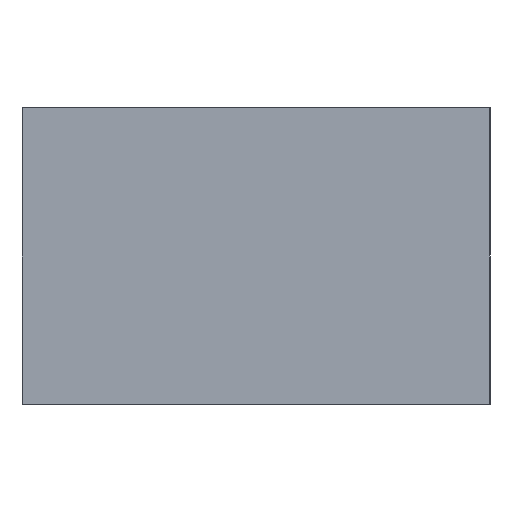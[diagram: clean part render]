
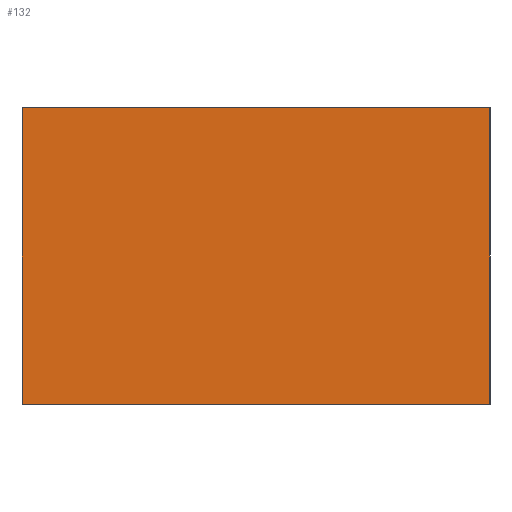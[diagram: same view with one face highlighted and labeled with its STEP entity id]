
A CAD part, left-side view. The second image highlights one B-rep face of the part: STEP entity #132.
In plain terms, the highlighted planar face has unit normal (-1, 0, 0).
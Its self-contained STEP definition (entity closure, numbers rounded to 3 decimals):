
#12 = VERTEX_POINT ( 'NONE', #202 ) ;
#16 = EDGE_CURVE ( 'NONE', #12, #278, #89, .T. ) ;
#34 = DIRECTION ( 'NONE',  ( 0., 0., -1. ) ) ;
#42 = VECTOR ( 'NONE', #212, 1000. ) ;
#70 = LINE ( 'NONE', #295, #42 ) ;
#89 = LINE ( 'NONE', #246, #126 ) ;
#111 = CARTESIAN_POINT ( 'NONE',  ( -20., 0., 4.5 ) ) ;
#118 = VERTEX_POINT ( 'NONE', #140 ) ;
#120 = EDGE_CURVE ( 'NONE', #118, #413, #70, .T. ) ;
#126 = VECTOR ( 'NONE', #394, 1000. ) ;
#132 = ADVANCED_FACE ( 'NONE', ( #175 ), #369, .F. ) ;
#140 = CARTESIAN_POINT ( 'NONE',  ( -20., 15., -5. ) ) ;
#175 = FACE_OUTER_BOUND ( 'NONE', #241, .T. ) ;
#195 = EDGE_CURVE ( 'NONE', #118, #12, #458, .T. ) ;
#198 = DIRECTION ( 'NONE',  ( 0., 0., 1. ) ) ;
#202 = CARTESIAN_POINT ( 'NONE',  ( -20., 15., 4.5 ) ) ;
#206 = CARTESIAN_POINT ( 'NONE',  ( -20., 0., -5. ) ) ;
#212 = DIRECTION ( 'NONE',  ( 0., -1., 0. ) ) ;
#215 = AXIS2_PLACEMENT_3D ( 'NONE', #399, #364, #34 ) ;
#223 = LINE ( 'NONE', #206, #339 ) ;
#241 = EDGE_LOOP ( 'NONE', ( #276, #372, #459, #352 ) ) ;
#246 = CARTESIAN_POINT ( 'NONE',  ( -20., 15., 4.5 ) ) ;
#276 = ORIENTED_EDGE ( 'NONE', *, *, #327, .T. ) ;
#278 = VERTEX_POINT ( 'NONE', #111 ) ;
#295 = CARTESIAN_POINT ( 'NONE',  ( -20., 15., -5. ) ) ;
#298 = DIRECTION ( 'NONE',  ( 0., 0., 1. ) ) ;
#327 = EDGE_CURVE ( 'NONE', #413, #278, #223, .T. ) ;
#333 = CARTESIAN_POINT ( 'NONE',  ( -20., 15., -5. ) ) ;
#339 = VECTOR ( 'NONE', #198, 1000. ) ;
#352 = ORIENTED_EDGE ( 'NONE', *, *, #120, .T. ) ;
#364 = DIRECTION ( 'NONE',  ( 1., 0., 0. ) ) ;
#369 = PLANE ( 'NONE',  #215 ) ;
#372 = ORIENTED_EDGE ( 'NONE', *, *, #16, .F. ) ;
#375 = VECTOR ( 'NONE', #298, 1000. ) ;
#392 = CARTESIAN_POINT ( 'NONE',  ( -20., 0., -5. ) ) ;
#394 = DIRECTION ( 'NONE',  ( 0., -1., 0. ) ) ;
#399 = CARTESIAN_POINT ( 'NONE',  ( -20., 15., -5. ) ) ;
#413 = VERTEX_POINT ( 'NONE', #392 ) ;
#458 = LINE ( 'NONE', #333, #375 ) ;
#459 = ORIENTED_EDGE ( 'NONE', *, *, #195, .F. ) ;
